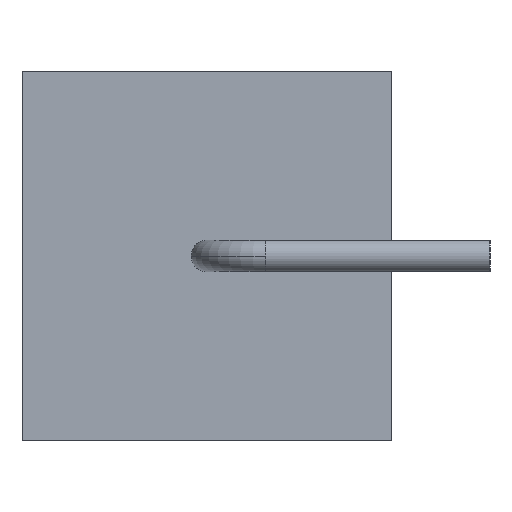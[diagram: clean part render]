
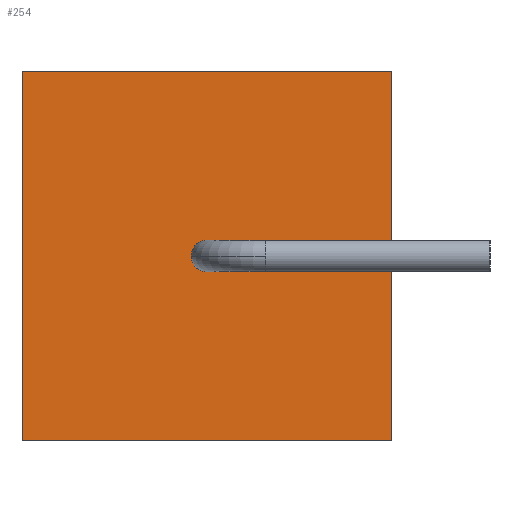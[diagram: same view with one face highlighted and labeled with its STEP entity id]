
A CAD part, left-side view. The second image highlights one B-rep face of the part: STEP entity #254.
In plain terms, the highlighted planar face has unit normal (-1, 0, 0).
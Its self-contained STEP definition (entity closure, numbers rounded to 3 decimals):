
#4 = EDGE_CURVE ( 'NONE', #40, #84, #309, .T. ) ;
#25 = ORIENTED_EDGE ( 'NONE', *, *, #4, .F. ) ;
#26 = ORIENTED_EDGE ( 'NONE', *, *, #114, .F. ) ;
#27 = ORIENTED_EDGE ( 'NONE', *, *, #119, .F. ) ;
#28 = EDGE_CURVE ( 'NONE', #84, #40, #143, .T. ) ;
#30 = EDGE_LOOP ( 'NONE', ( #27, #26, #156, #256 ) ) ;
#31 = ORIENTED_EDGE ( 'NONE', *, *, #28, .F. ) ;
#32 = EDGE_LOOP ( 'NONE', ( #31, #25 ) ) ;
#40 = VERTEX_POINT ( 'NONE', #124 ) ;
#84 = VERTEX_POINT ( 'NONE', #440 ) ;
#114 = EDGE_CURVE ( 'NONE', #279, #148, #687, .T. ) ;
#119 = EDGE_CURVE ( 'NONE', #148, #149, #600, .T. ) ;
#124 = CARTESIAN_POINT ( 'NONE',  ( 0., 4.7, -4.3 ) ) ;
#143 = CIRCLE ( 'NONE', #327, 0.4 ) ;
#148 = VERTEX_POINT ( 'NONE', #723 ) ;
#149 = VERTEX_POINT ( 'NONE', #603 ) ;
#156 = ORIENTED_EDGE ( 'NONE', *, *, #278, .F. ) ;
#187 = DIRECTION ( 'NONE',  ( 0., 0., 1. ) ) ;
#211 = EDGE_CURVE ( 'NONE', #149, #212, #682, .T. ) ;
#212 = VERTEX_POINT ( 'NONE', #677 ) ;
#254 = ADVANCED_FACE ( 'NONE', ( #627, #626 ), #625, .T. ) ;
#256 = ORIENTED_EDGE ( 'NONE', *, *, #211, .F. ) ;
#278 = EDGE_CURVE ( 'NONE', #212, #279, #756, .T. ) ;
#279 = VERTEX_POINT ( 'NONE', #757 ) ;
#306 = DIRECTION ( 'NONE',  ( -1., 0., 0. ) ) ;
#307 = CARTESIAN_POINT ( 'NONE',  ( 0., 4.7, -4.7 ) ) ;
#308 = AXIS2_PLACEMENT_3D ( 'NONE', #307, #306, #187 ) ;
#309 = CIRCLE ( 'NONE', #308, 0.4 ) ;
#324 = DIRECTION ( 'NONE',  ( 0., 0., 1. ) ) ;
#325 = DIRECTION ( 'NONE',  ( -1., 0., 0. ) ) ;
#326 = CARTESIAN_POINT ( 'NONE',  ( 0., 4.7, -4.7 ) ) ;
#327 = AXIS2_PLACEMENT_3D ( 'NONE', #326, #325, #324 ) ;
#440 = CARTESIAN_POINT ( 'NONE',  ( 0., 4.7, -5.1 ) ) ;
#599 = CARTESIAN_POINT ( 'NONE',  ( 0., 0., 0. ) ) ;
#600 = LINE ( 'NONE', #599, #707 ) ;
#602 = VECTOR ( 'NONE', #724, 1000. ) ;
#603 = CARTESIAN_POINT ( 'NONE',  ( 0., 0., 0. ) ) ;
#619 = DIRECTION ( 'NONE',  ( 0., 0., 1. ) ) ;
#620 = DIRECTION ( 'NONE',  ( -1., 0., 0. ) ) ;
#623 = CARTESIAN_POINT ( 'NONE',  ( 0., 0., 0. ) ) ;
#624 = AXIS2_PLACEMENT_3D ( 'NONE', #623, #620, #619 ) ;
#625 = PLANE ( 'NONE',  #624 ) ;
#626 = FACE_OUTER_BOUND ( 'NONE', #30, .T. ) ;
#627 = FACE_BOUND ( 'NONE', #32, .T. ) ;
#661 = CARTESIAN_POINT ( 'NONE',  ( 0., 9.4, 0. ) ) ;
#677 = CARTESIAN_POINT ( 'NONE',  ( 0., 0., -9.4 ) ) ;
#679 = DIRECTION ( 'NONE',  ( 0., 0., -1. ) ) ;
#680 = VECTOR ( 'NONE', #679, 1000. ) ;
#681 = CARTESIAN_POINT ( 'NONE',  ( 0., 0., 0. ) ) ;
#682 = LINE ( 'NONE', #681, #680 ) ;
#687 = LINE ( 'NONE', #661, #602 ) ;
#706 = DIRECTION ( 'NONE',  ( 0., -1., 0. ) ) ;
#707 = VECTOR ( 'NONE', #706, 1000. ) ;
#723 = CARTESIAN_POINT ( 'NONE',  ( 0., 9.4, 0. ) ) ;
#724 = DIRECTION ( 'NONE',  ( 0., 0., 1. ) ) ;
#755 = CARTESIAN_POINT ( 'NONE',  ( 0., 0., -9.4 ) ) ;
#756 = LINE ( 'NONE', #755, #838 ) ;
#757 = CARTESIAN_POINT ( 'NONE',  ( 0., 9.4, -9.4 ) ) ;
#837 = DIRECTION ( 'NONE',  ( 0., 1., 0. ) ) ;
#838 = VECTOR ( 'NONE', #837, 1000. ) ;
